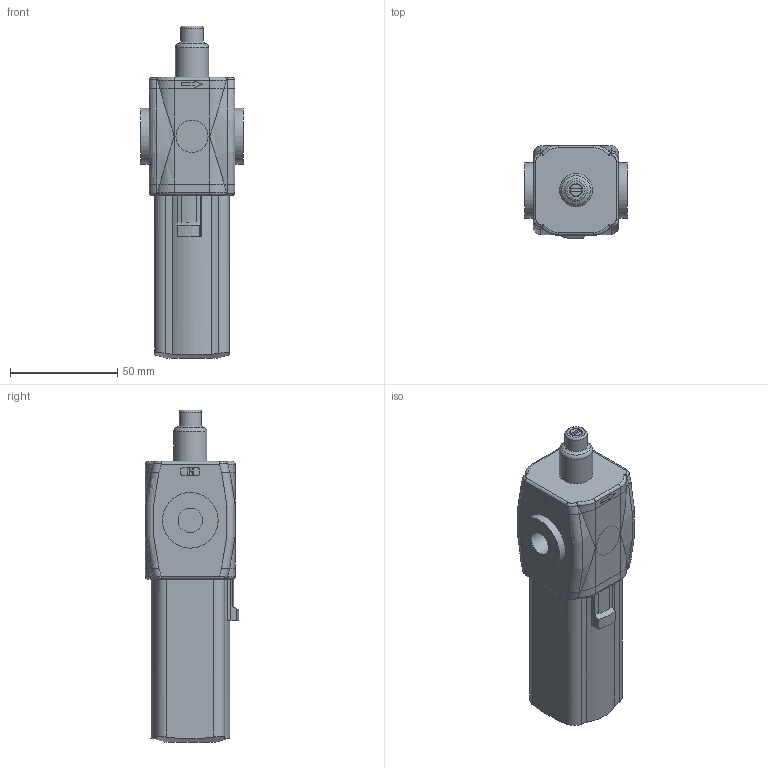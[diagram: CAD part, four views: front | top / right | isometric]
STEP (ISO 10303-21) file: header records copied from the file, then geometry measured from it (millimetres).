
FILE_DESCRIPTION((''),'2;1');
FILE_NAME('#171BL.ipt.step','2010-08-23T14:21:13',(''),(''),'Autodesk Inventor 2010','Autodesk Inventor 2010','');
FILE_SCHEMA(('AUTOMOTIVE_DESIGN { 1 0 10303 214 1 1 1 1 }'));
Length unit declared in the file: millimetre
Products named in the file (1): #171BL
Bounding box: 48 x 43.6 x 155 mm (x, y, z)
Volume: 183325.8 mm3; surface area: 23864.8 mm2
Topology: 2 solids, 2 shells, 216 faces, 524 edges, 330 vertices
Faces by surface type: plane 85, bspline 57, cylinder 50, torus 22, cone 2
Full cylindrical faces by diameter (mm): 5.6 x1, 6 x1, 10.5 x1, 11.445 x1, 15.5 x1, 26 x1
Entity records: 7116 total; most frequent: CARTESIAN_POINT 2301, ORIENTED_EDGE 1020, DIRECTION 866, EDGE_CURVE 510, VERTEX_POINT 328, AXIS2_PLACEMENT_3D 293, VECTOR 280, LINE 280
